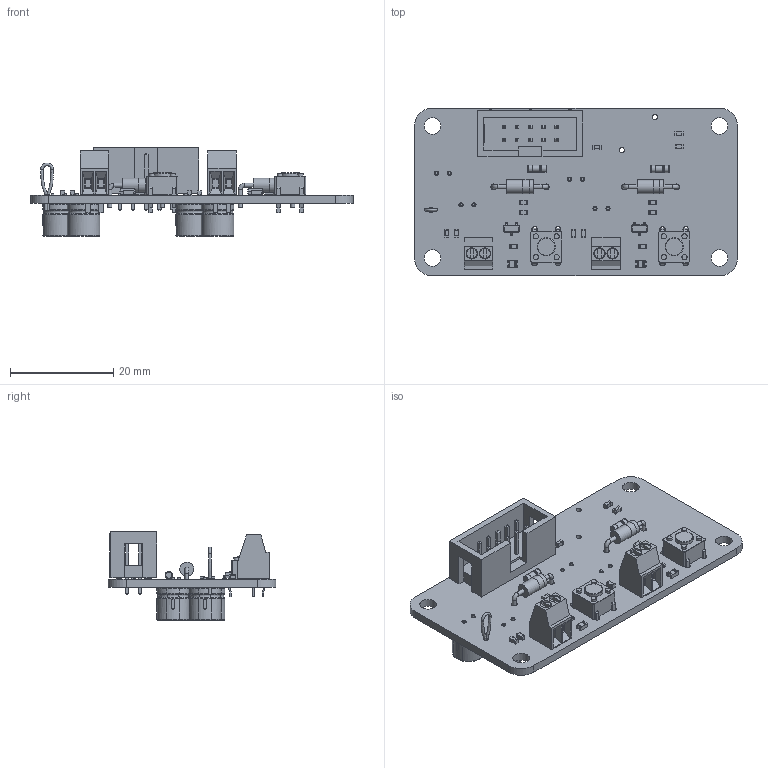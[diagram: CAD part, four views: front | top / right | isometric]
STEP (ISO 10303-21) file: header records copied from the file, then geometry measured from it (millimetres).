
FILE_DESCRIPTION(('KiCad electronic assembly'),'2;1');
FILE_NAME('follower v8.2.step','2025-07-06T00:29:41',('Pcbnew'),('Kicad' ),'Open CASCADE STEP processor 7.7','KiCad to STEP converter', 'Unknown');
FILE_SCHEMA(('AUTOMOTIVE_DESIGN { 1 0 10303 214 1 1 1 1 }'));
Length unit declared in the file: millimetre
Products named in the file (24): follower v8.2 1; R_0603_1608Metric; D_MiniMELF; D_MiniMELF_Standard; D_DO-41_SOD81_P10.16mm_Horizontal; SW_PUSH_6mm; TestPoint_Loop_D2.50mm_Drill1.0mm; C_0603_1608Metric; IDC-Header_2x05_P2.54mm_Vertical; IDC_Header_2x05_P254mm_Vertical; TerminalBlock_Phoenix_MPT-0,5-2-2.54_1x02_P2.54mm_Horizontal; TerminalBlock_Phoenix_MPT_05_2_254_1x02_P254mm_Horizontal; SOT-23; SOT_23; D_0805_2012Metric; D_0805; CP_Radial_D6.3mm_P2.50mm; CP_Radial_D63mm_P250mm; Pneumatic control unit system_PCB
Assembly tree (43 placements, depth 3):
  follower v8.2 1
    R_0603_1608Metric  x6
      R_0603_1608Metric
    D_MiniMELF  x2
      D_MiniMELF_Standard
    D_DO-41_SOD81_P10.16mm_Horizontal  x2
      D_DO-41_SOD81_P10.16mm_Horizontal
    SW_PUSH_6mm  x2
      SW_PUSH_6mm
    TestPoint_Loop_D2.50mm_Drill1.0mm
      TestPoint_Loop_D2.50mm_Drill1.0mm
    C_0603_1608Metric  x7
      C_0603_1608Metric
    IDC-Header_2x05_P2.54mm_Vertical
      IDC_Header_2x05_P254mm_Vertical
    TerminalBlock_Phoenix_MPT-0,5-2-2.54_1x02_P2.54mm_Horizontal  x2
      TerminalBlock_Phoenix_MPT_05_2_254_1x02_P254mm_Horizontal
    SOT-23  x2
      SOT_23
    D_0805_2012Metric  x2
      D_0805
    CP_Radial_D6.3mm_P2.50mm  x4
      CP_Radial_D63mm_P250mm
    Pneumatic control unit system_PCB
Bounding box: 62.5 x 32.5 x 17.1 mm (x, y, z)
Volume: 5492.6 mm3; surface area: 8504.5 mm2
Topology: 32 solids, 36 shells, 1478 faces, 3626 edges, 2316 vertices
Faces by surface type: plane 941, cylinder 414, bspline 88, revolution 20, torus 15
Full cylindrical faces by diameter (mm): 0.5 x10, 0.8 x16, 1 x27, 1.1 x24, 1.35 x4, 1.4 x6, 2 x4, 2.2 x4, 2.7 x4, 2.72 x2, 3.2 x4, 3.5 x2
Entity records: 26959 total; most frequent: CARTESIAN_POINT 4848, DIRECTION 3505, ORIENTED_EDGE 3470, EDGE_CURVE 1735, LINE 1267, VECTOR 1267, AXIS2_PLACEMENT_3D 1116, VERTEX_POINT 1099
